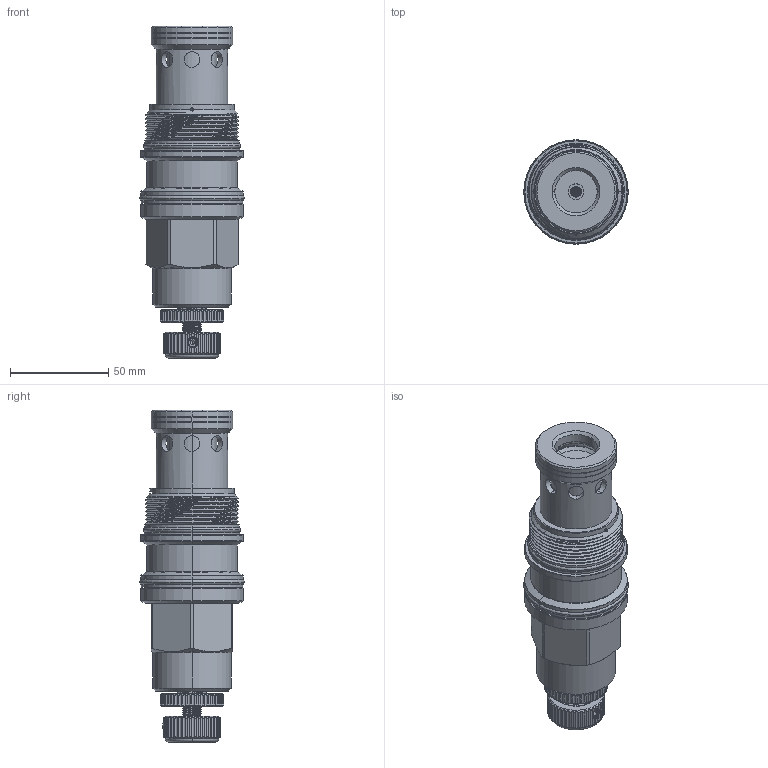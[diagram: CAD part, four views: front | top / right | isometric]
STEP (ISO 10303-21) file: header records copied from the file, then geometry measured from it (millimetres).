
FILE_DESCRIPTION (( 'STEP AP203' ), '1' );
FILE_NAME ('RV19A3G-K-85.STEP', '2020-03-25T00:18:37', ( '' ), ( '' ), 'SwSTEP 2.0', 'SolidWorks 2018', '' );
FILE_SCHEMA (( 'CONFIG_CONTROL_DESIGN' ));
Length unit declared in the file: millimetre
Products named in the file (1): RV19A3G-K-85
Bounding box: 53.11 x 53.11 x 168.84 mm (x, y, z)
Volume: 215894.7 mm3; surface area: 43929.1 mm2
Topology: 12 solids, 14 shells, 1368 faces, 3793 edges, 2420 vertices
Faces by surface type: cylinder 855, plane 217, cone 118, torus 108, bspline 60, sphere 10
Entity records: 101392 total; most frequent: CARTESIAN_POINT 68749, ORIENTED_EDGE 7522, DIRECTION 5559, EDGE_CURVE 3761, VERTEX_POINT 2414, AXIS2_PLACEMENT_3D 2131, EDGE_LOOP 1795, B_SPLINE_CURVE_WITH_KNOTS 1450
